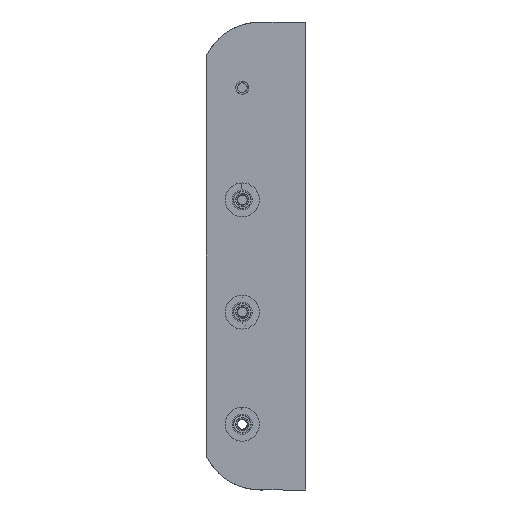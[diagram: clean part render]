
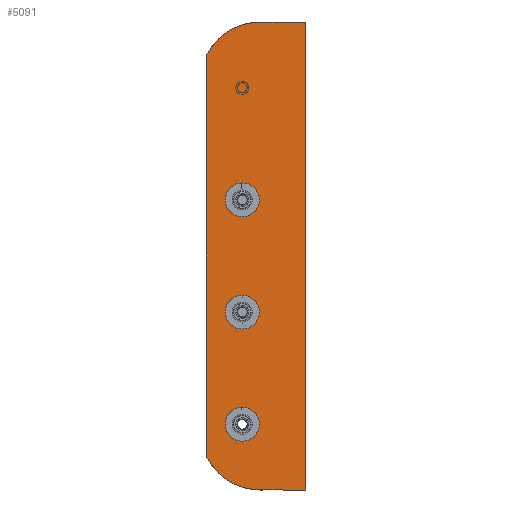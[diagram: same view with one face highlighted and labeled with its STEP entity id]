
A CAD part, left-side view. The second image highlights one B-rep face of the part: STEP entity #5091.
In plain terms, the highlighted planar face has unit normal (-1, 0, 0).
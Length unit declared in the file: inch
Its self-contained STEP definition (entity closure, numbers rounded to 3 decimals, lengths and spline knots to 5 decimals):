
#71 = ORIENTED_EDGE ( 'NONE', *, *, #8022, .T. ) ;
#165 = CARTESIAN_POINT ( 'NONE',  ( -1.1455, 0.885, -1.7865 ) ) ;
#226 = CARTESIAN_POINT ( 'NONE',  ( -1.1455, 0.4, -1.54446 ) ) ;
#538 = CARTESIAN_POINT ( 'NONE',  ( -1.1455, 0.565, 0.5 ) ) ;
#806 = EDGE_CURVE ( 'NONE', #1346, #10203, #9873, .T. ) ;
#816 = CARTESIAN_POINT ( 'NONE',  ( -1.1455, 0.565, 0.65157 ) ) ;
#1346 = VERTEX_POINT ( 'NONE', #13503 ) ;
#1347 = ORIENTED_EDGE ( 'NONE', *, *, #1485, .T. ) ;
#1371 = CARTESIAN_POINT ( 'NONE',  ( -1.1455, 0.4, 1.54446 ) ) ;
#1485 = EDGE_CURVE ( 'NONE', #8868, #18108, #17841, .T. ) ;
#1897 = DIRECTION ( 'NONE',  ( 1., 0., 0. ) ) ;
#2105 = DIRECTION ( 'NONE',  ( 0., 0., -1. ) ) ;
#2253 = AXIS2_PLACEMENT_3D ( 'NONE', #1371, #10184, #13067 ) ;
#2376 = ORIENTED_EDGE ( 'NONE', *, *, #806, .F. ) ;
#2779 = CIRCLE ( 'NONE', #7504, 0.15157 ) ;
#3245 = DIRECTION ( 'NONE',  ( 0., 0., 1. ) ) ;
#3311 = EDGE_LOOP ( 'NONE', ( #5187, #18697 ) ) ;
#3388 = DIRECTION ( 'NONE',  ( 1., 0., 0. ) ) ;
#3898 = DIRECTION ( 'NONE',  ( 1., 0., 0. ) ) ;
#3986 = LINE ( 'NONE', #17477, #13308 ) ;
#4028 = VERTEX_POINT ( 'NONE', #4197 ) ;
#4146 = DIRECTION ( 'NONE',  ( 1., 0., 0. ) ) ;
#4197 = CARTESIAN_POINT ( 'NONE',  ( -1.1455, 0.565, 0.34843 ) ) ;
#4277 = CARTESIAN_POINT ( 'NONE',  ( -1.1455, 0., 2.0865 ) ) ;
#4347 = DIRECTION ( 'NONE',  ( 0., 0., -1. ) ) ;
#4522 = AXIS2_PLACEMENT_3D ( 'NONE', #9287, #10607, #4689 ) ;
#4689 = DIRECTION ( 'NONE',  ( 0., 0., -1. ) ) ;
#4863 = CARTESIAN_POINT ( 'NONE',  ( -1.1455, 0.4, 2.0865 ) ) ;
#4936 = EDGE_CURVE ( 'NONE', #10203, #12133, #10727, .T. ) ;
#5091 = ADVANCED_FACE ( 'NONE', ( #18484, #14488, #16597, #6985 ), #13359, .F. ) ;
#5187 = ORIENTED_EDGE ( 'NONE', *, *, #17698, .T. ) ;
#5541 = CARTESIAN_POINT ( 'NONE',  ( -1.1455, 0.565, -0.65157 ) ) ;
#5559 = DIRECTION ( 'NONE',  ( 0., 1., 0. ) ) ;
#5597 = CARTESIAN_POINT ( 'NONE',  ( -1.1455, 0.565, -1.5 ) ) ;
#5730 = ORIENTED_EDGE ( 'NONE', *, *, #12398, .F. ) ;
#5848 = DIRECTION ( 'NONE',  ( 0., 0., -1. ) ) ;
#6080 = EDGE_CURVE ( 'NONE', #6145, #11765, #7888, .T. ) ;
#6145 = VERTEX_POINT ( 'NONE', #16235 ) ;
#6514 = VERTEX_POINT ( 'NONE', #4863 ) ;
#6774 = AXIS2_PLACEMENT_3D ( 'NONE', #13162, #16201, #17899 ) ;
#6985 = FACE_OUTER_BOUND ( 'NONE', #17506, .T. ) ;
#7504 = AXIS2_PLACEMENT_3D ( 'NONE', #12309, #11017, #2105 ) ;
#7640 = ORIENTED_EDGE ( 'NONE', *, *, #15851, .F. ) ;
#7850 = DIRECTION ( 'NONE',  ( 0., 0., -1. ) ) ;
#7888 = CIRCLE ( 'NONE', #16075, 0.15157 ) ;
#7935 = CARTESIAN_POINT ( 'NONE',  ( -1.1455, 0.565, -0.5 ) ) ;
#8022 = EDGE_CURVE ( 'NONE', #18108, #8868, #10900, .T. ) ;
#8193 = VERTEX_POINT ( 'NONE', #165 ) ;
#8370 = CARTESIAN_POINT ( 'NONE',  ( -1.1455, 0.565, -0.5 ) ) ;
#8467 = DIRECTION ( 'NONE',  ( 0., 0., 1. ) ) ;
#8695 = VECTOR ( 'NONE', #5848, 39.37008 ) ;
#8868 = VERTEX_POINT ( 'NONE', #19040 ) ;
#9287 = CARTESIAN_POINT ( 'NONE',  ( -1.1455, 0.565, -1.5 ) ) ;
#9452 = VECTOR ( 'NONE', #12733, 39.37008 ) ;
#9482 = DIRECTION ( 'NONE',  ( 1., 0., 0. ) ) ;
#9532 = EDGE_CURVE ( 'NONE', #6514, #1346, #12043, .T. ) ;
#9598 = CARTESIAN_POINT ( 'NONE',  ( -1.1455, 0., 2.0865 ) ) ;
#9873 = LINE ( 'NONE', #4277, #8695 ) ;
#10088 = VERTEX_POINT ( 'NONE', #816 ) ;
#10184 = DIRECTION ( 'NONE',  ( 1., 0., 0. ) ) ;
#10203 = VERTEX_POINT ( 'NONE', #12633 ) ;
#10607 = DIRECTION ( 'NONE',  ( 1., 0., 0. ) ) ;
#10727 = LINE ( 'NONE', #17578, #11447 ) ;
#10900 = CIRCLE ( 'NONE', #14571, 0.15157 ) ;
#11017 = DIRECTION ( 'NONE',  ( 1., 0., 0. ) ) ;
#11235 = ORIENTED_EDGE ( 'NONE', *, *, #14599, .T. ) ;
#11251 = CIRCLE ( 'NONE', #12124, 0.54204 ) ;
#11447 = VECTOR ( 'NONE', #5559, 39.37008 ) ;
#11765 = VERTEX_POINT ( 'NONE', #18024 ) ;
#12043 = LINE ( 'NONE', #9598, #9452 ) ;
#12124 = AXIS2_PLACEMENT_3D ( 'NONE', #226, #1897, #3245 ) ;
#12133 = VERTEX_POINT ( 'NONE', #18869 ) ;
#12309 = CARTESIAN_POINT ( 'NONE',  ( -1.1455, 0.565, 0.5 ) ) ;
#12398 = EDGE_CURVE ( 'NONE', #14626, #6514, #17637, .T. ) ;
#12633 = CARTESIAN_POINT ( 'NONE',  ( -1.1455, 0., -2.0865 ) ) ;
#12733 = DIRECTION ( 'NONE',  ( 0., -1., 0. ) ) ;
#12775 = ORIENTED_EDGE ( 'NONE', *, *, #9532, .F. ) ;
#13067 = DIRECTION ( 'NONE',  ( 0., 0., -1. ) ) ;
#13127 = EDGE_LOOP ( 'NONE', ( #18593, #11235 ) ) ;
#13162 = CARTESIAN_POINT ( 'NONE',  ( -1.1455, 0.4, 1.54446 ) ) ;
#13308 = VECTOR ( 'NONE', #8467, 39.37008 ) ;
#13359 = PLANE ( 'NONE',  #6774 ) ;
#13400 = ORIENTED_EDGE ( 'NONE', *, *, #4936, .F. ) ;
#13503 = CARTESIAN_POINT ( 'NONE',  ( -1.1455, 0., 2.0865 ) ) ;
#13792 = AXIS2_PLACEMENT_3D ( 'NONE', #538, #9482, #15319 ) ;
#14488 = FACE_BOUND ( 'NONE', #17036, .T. ) ;
#14571 = AXIS2_PLACEMENT_3D ( 'NONE', #8370, #3898, #18997 ) ;
#14599 = EDGE_CURVE ( 'NONE', #11765, #6145, #18055, .T. ) ;
#14626 = VERTEX_POINT ( 'NONE', #15125 ) ;
#14695 = EDGE_CURVE ( 'NONE', #12133, #8193, #11251, .T. ) ;
#14885 = AXIS2_PLACEMENT_3D ( 'NONE', #7935, #3388, #7850 ) ;
#14909 = CIRCLE ( 'NONE', #13792, 0.15157 ) ;
#15125 = CARTESIAN_POINT ( 'NONE',  ( -1.1455, 0.885, 1.7865 ) ) ;
#15319 = DIRECTION ( 'NONE',  ( 0., 0., -1. ) ) ;
#15851 = EDGE_CURVE ( 'NONE', #8193, #14626, #3986, .T. ) ;
#16075 = AXIS2_PLACEMENT_3D ( 'NONE', #5597, #4146, #4347 ) ;
#16201 = DIRECTION ( 'NONE',  ( 1., 0., 0. ) ) ;
#16235 = CARTESIAN_POINT ( 'NONE',  ( -1.1455, 0.565, -1.34843 ) ) ;
#16597 = FACE_BOUND ( 'NONE', #3311, .T. ) ;
#17036 = EDGE_LOOP ( 'NONE', ( #1347, #71 ) ) ;
#17477 = CARTESIAN_POINT ( 'NONE',  ( -1.1455, 0.885, 1.7865 ) ) ;
#17506 = EDGE_LOOP ( 'NONE', ( #12775, #5730, #7640, #19014, #13400, #2376 ) ) ;
#17578 = CARTESIAN_POINT ( 'NONE',  ( -1.1455, 0., -2.0865 ) ) ;
#17637 = CIRCLE ( 'NONE', #2253, 0.54204 ) ;
#17698 = EDGE_CURVE ( 'NONE', #10088, #4028, #2779, .T. ) ;
#17841 = CIRCLE ( 'NONE', #14885, 0.15157 ) ;
#17899 = DIRECTION ( 'NONE',  ( 0., 0., -1. ) ) ;
#18024 = CARTESIAN_POINT ( 'NONE',  ( -1.1455, 0.565, -1.65157 ) ) ;
#18055 = CIRCLE ( 'NONE', #4522, 0.15157 ) ;
#18108 = VERTEX_POINT ( 'NONE', #5541 ) ;
#18367 = EDGE_CURVE ( 'NONE', #4028, #10088, #14909, .T. ) ;
#18484 = FACE_BOUND ( 'NONE', #13127, .T. ) ;
#18593 = ORIENTED_EDGE ( 'NONE', *, *, #6080, .T. ) ;
#18697 = ORIENTED_EDGE ( 'NONE', *, *, #18367, .T. ) ;
#18869 = CARTESIAN_POINT ( 'NONE',  ( -1.1455, 0.4, -2.0865 ) ) ;
#18997 = DIRECTION ( 'NONE',  ( 0., 0., -1. ) ) ;
#19014 = ORIENTED_EDGE ( 'NONE', *, *, #14695, .F. ) ;
#19040 = CARTESIAN_POINT ( 'NONE',  ( -1.1455, 0.565, -0.34843 ) ) ;
